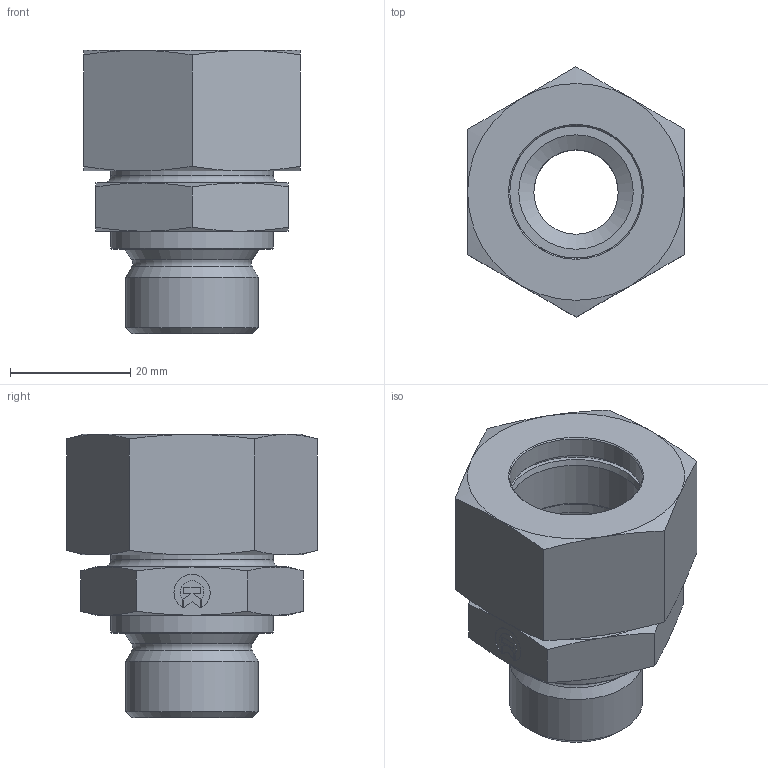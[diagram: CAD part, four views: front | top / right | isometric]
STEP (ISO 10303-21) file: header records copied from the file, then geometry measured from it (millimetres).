
FILE_DESCRIPTION((''),'2;1');
FILE_NAME('024222230.stp','2014-07-28T12:07:56',(''),('KNOMI spol. s r. o.'),'Autodesk Inventor 2012','Autodesk Inventor 2012','');
FILE_SCHEMA(('AUTOMOTIVE_DESIGN { 1 2 10303 214 0 1 1 1 }'));
Length unit declared in the file: millimetre
Products named in the file (4): PHAM2K 22LM22 M22/M30x2; 014 22 2230; 40122; 3912230
Assembly tree (3 placements, depth 2):
  PHAM2K 22LM22 M22/M30x2
    014 22 2230
    40122
    3912230
Bounding box: 36.01 x 41.57 x 47 mm (x, y, z)
Volume: 27589.6 mm3; surface area: 13786.3 mm2
Topology: 3 solids, 3 shells, 114 faces, 259 edges, 162 vertices
Faces by surface type: plane 53, cone 41, cylinder 15, torus 5
Full cylindrical faces by diameter (mm): 14 x1, 22 x4, 24.3 x1, 27 x3, 27.835 x1, 30 x1
Entity records: 3142 total; most frequent: CARTESIAN_POINT 591, DIRECTION 488, ORIENTED_EDGE 436, EDGE_CURVE 218, AXIS2_PLACEMENT_3D 195, EDGE_LOOP 162, VERTEX_POINT 152, STYLED_ITEM 117
